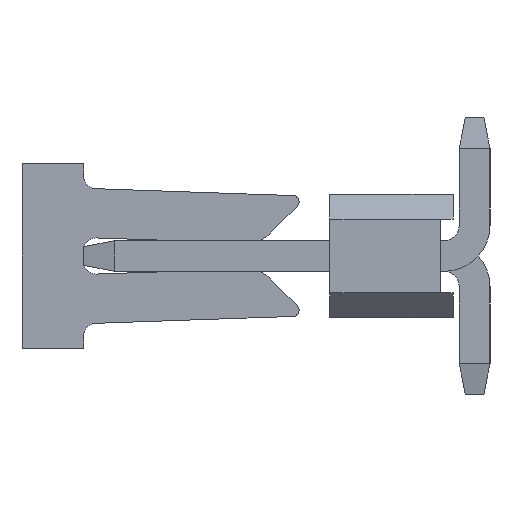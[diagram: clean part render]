
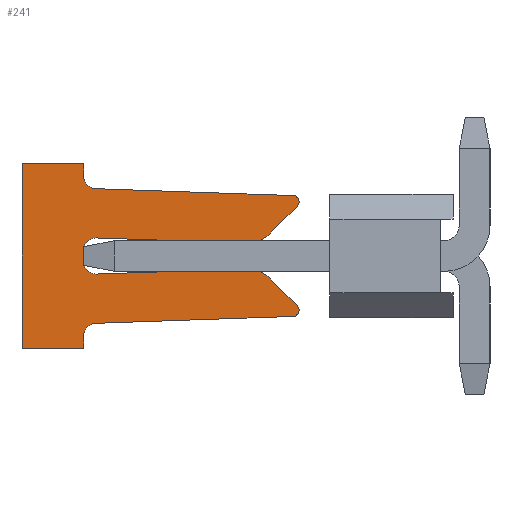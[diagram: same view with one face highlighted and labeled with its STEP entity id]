
A CAD part, left-side view. The second image highlights one B-rep face of the part: STEP entity #241.
In plain terms, the highlighted planar face has unit normal (-1, 0, 0).
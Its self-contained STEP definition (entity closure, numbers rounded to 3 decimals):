
#46=CARTESIAN_POINT('',(5.75,6.,0.));
#47=DIRECTION('',(0.,0.,-1.));
#48=DIRECTION('',(-1.,-0.,-0.));
#49=AXIS2_PLACEMENT_3D('',#46,#48,#47);
#50=PLANE('',#49);
#51=CARTESIAN_POINT('',(5.75,2.597,-0.981));
#52=VERTEX_POINT('',#51);
#53=CARTESIAN_POINT('',(5.75,2.529,-0.81));
#54=VERTEX_POINT('',#53);
#55=CARTESIAN_POINT('',(5.75,2.6,-0.881));
#56=DIRECTION('',(0.,-0.035,-0.999));
#57=DIRECTION('',(-1.,0.,0.));
#58=AXIS2_PLACEMENT_3D('',#55,#57,#56);
#59=CIRCLE('',#58,0.1);
#60=EDGE_CURVE('',#52,#54,#59,.T.);
#61=ORIENTED_EDGE('',*,*,#60,.T.);
#62=CARTESIAN_POINT('',(5.75,2.983,-0.356));
#63=VERTEX_POINT('',#62);
#64=CARTESIAN_POINT('',(5.75,2.529,-0.81));
#65=DIRECTION('',(0.,0.707,0.707));
#66=VECTOR('',#65,0.642);
#67=LINE('',#64,#66);
#68=EDGE_CURVE('',#54,#63,#67,.T.);
#69=ORIENTED_EDGE('',*,*,#68,.T.);
#70=CARTESIAN_POINT('',(5.75,3.337,-0.21));
#71=VERTEX_POINT('',#70);
#72=CARTESIAN_POINT('',(5.75,3.337,-0.71));
#73=DIRECTION('',(0.,-0.707,0.707));
#74=DIRECTION('',(-1.,0.,0.));
#75=AXIS2_PLACEMENT_3D('',#72,#74,#73);
#76=CIRCLE('',#75,0.5);
#77=EDGE_CURVE('',#63,#71,#76,.T.);
#78=ORIENTED_EDGE('',*,*,#77,.T.);
#79=CARTESIAN_POINT('',(5.75,3.354,-0.21));
#80=VERTEX_POINT('',#79);
#81=CARTESIAN_POINT('',(5.75,3.337,-0.71));
#82=DIRECTION('',(0.,0.,1.));
#83=DIRECTION('',(-1.,0.,0.));
#84=AXIS2_PLACEMENT_3D('',#81,#83,#82);
#85=CIRCLE('',#84,0.5);
#86=TRIMMED_CURVE('',#85,(PARAMETER_VALUE(0.)),(PARAMETER_VALUE(0.034)),.T.,.PARAMETER.);
#87=EDGE_CURVE('',#71,#80,#86,.T.);
#88=ORIENTED_EDGE('',*,*,#87,.T.);
#89=CARTESIAN_POINT('',(5.75,5.793,-0.293));
#90=VERTEX_POINT('',#89);
#91=CARTESIAN_POINT('',(5.75,3.354,-0.21));
#92=DIRECTION('',(0.,0.999,-0.034));
#93=VECTOR('',#92,2.441);
#94=LINE('',#91,#93);
#95=EDGE_CURVE('',#80,#90,#94,.T.);
#96=ORIENTED_EDGE('',*,*,#95,.T.);
#97=CARTESIAN_POINT('',(5.75,6.,-0.093));
#98=VERTEX_POINT('',#97);
#99=CARTESIAN_POINT('',(5.75,5.8,-0.093));
#100=DIRECTION('',(0.,-0.034,-0.999));
#101=DIRECTION('',(1.,0.,0.));
#102=AXIS2_PLACEMENT_3D('',#99,#101,#100);
#103=CIRCLE('',#102,0.2);
#104=EDGE_CURVE('',#90,#98,#103,.T.);
#105=ORIENTED_EDGE('',*,*,#104,.T.);
#106=CARTESIAN_POINT('',(5.75,6.,0.093));
#107=VERTEX_POINT('',#106);
#108=CARTESIAN_POINT('',(5.75,6.,-0.093));
#109=DIRECTION('',(0.,0.,1.));
#110=VECTOR('',#109,0.186);
#111=LINE('',#108,#110);
#112=EDGE_CURVE('',#98,#107,#111,.T.);
#113=ORIENTED_EDGE('',*,*,#112,.T.);
#114=CARTESIAN_POINT('',(5.75,5.793,0.293));
#115=VERTEX_POINT('',#114);
#116=CARTESIAN_POINT('',(5.75,5.8,0.093));
#117=DIRECTION('',(0.,1.,0.));
#118=DIRECTION('',(1.,0.,0.));
#119=AXIS2_PLACEMENT_3D('',#116,#118,#117);
#120=CIRCLE('',#119,0.2);
#121=EDGE_CURVE('',#107,#115,#120,.T.);
#122=ORIENTED_EDGE('',*,*,#121,.T.);
#123=CARTESIAN_POINT('',(5.75,3.354,0.21));
#124=VERTEX_POINT('',#123);
#125=CARTESIAN_POINT('',(5.75,5.793,0.293));
#126=DIRECTION('',(0.,-0.999,-0.034));
#127=VECTOR('',#126,2.441);
#128=LINE('',#125,#127);
#129=EDGE_CURVE('',#115,#124,#128,.T.);
#130=ORIENTED_EDGE('',*,*,#129,.T.);
#131=CARTESIAN_POINT('',(5.75,3.337,0.21));
#132=VERTEX_POINT('',#131);
#133=CARTESIAN_POINT('',(5.75,3.337,0.71));
#134=DIRECTION('',(0.,0.034,-0.999));
#135=DIRECTION('',(-1.,0.,0.));
#136=AXIS2_PLACEMENT_3D('',#133,#135,#134);
#137=CIRCLE('',#136,0.5);
#138=TRIMMED_CURVE('',#137,(PARAMETER_VALUE(0.)),(PARAMETER_VALUE(0.034)),.T.,.PARAMETER.);
#139=EDGE_CURVE('',#124,#132,#138,.T.);
#140=ORIENTED_EDGE('',*,*,#139,.T.);
#141=CARTESIAN_POINT('',(5.75,2.983,0.356));
#142=VERTEX_POINT('',#141);
#143=CARTESIAN_POINT('',(5.75,3.337,0.71));
#144=DIRECTION('',(0.,0.,-1.));
#145=DIRECTION('',(-1.,0.,0.));
#146=AXIS2_PLACEMENT_3D('',#143,#145,#144);
#147=CIRCLE('',#146,0.5);
#148=EDGE_CURVE('',#132,#142,#147,.T.);
#149=ORIENTED_EDGE('',*,*,#148,.T.);
#150=CARTESIAN_POINT('',(5.75,2.529,0.81));
#151=VERTEX_POINT('',#150);
#152=CARTESIAN_POINT('',(5.75,2.983,0.356));
#153=DIRECTION('',(0.,-0.707,0.707));
#154=VECTOR('',#153,0.642);
#155=LINE('',#152,#154);
#156=EDGE_CURVE('',#142,#151,#155,.T.);
#157=ORIENTED_EDGE('',*,*,#156,.T.);
#158=CARTESIAN_POINT('',(5.75,2.597,0.981));
#159=VERTEX_POINT('',#158);
#160=CARTESIAN_POINT('',(5.75,2.6,0.881));
#161=DIRECTION('',(0.,-0.707,-0.707));
#162=DIRECTION('',(-1.,0.,0.));
#163=AXIS2_PLACEMENT_3D('',#160,#162,#161);
#164=CIRCLE('',#163,0.1);
#165=EDGE_CURVE('',#151,#159,#164,.T.);
#166=ORIENTED_EDGE('',*,*,#165,.T.);
#167=CARTESIAN_POINT('',(5.75,5.807,1.093));
#168=VERTEX_POINT('',#167);
#169=CARTESIAN_POINT('',(5.75,2.597,0.981));
#170=DIRECTION('',(0.,0.999,0.035));
#171=VECTOR('',#170,3.212);
#172=LINE('',#169,#171);
#173=EDGE_CURVE('',#159,#168,#172,.T.);
#174=ORIENTED_EDGE('',*,*,#173,.T.);
#175=CARTESIAN_POINT('',(5.75,6.,1.293));
#176=VERTEX_POINT('',#175);
#177=CARTESIAN_POINT('',(5.75,5.8,1.293));
#178=DIRECTION('',(0.,0.035,-0.999));
#179=DIRECTION('',(1.,0.,0.));
#180=AXIS2_PLACEMENT_3D('',#177,#179,#178);
#181=CIRCLE('',#180,0.2);
#182=EDGE_CURVE('',#168,#176,#181,.T.);
#183=ORIENTED_EDGE('',*,*,#182,.T.);
#184=CARTESIAN_POINT('',(5.75,6.,1.5));
#185=VERTEX_POINT('',#184);
#186=CARTESIAN_POINT('',(5.75,6.,1.293));
#187=DIRECTION('',(0.,0.,1.));
#188=VECTOR('',#187,0.207);
#189=LINE('',#186,#188);
#190=EDGE_CURVE('',#176,#185,#189,.T.);
#191=ORIENTED_EDGE('',*,*,#190,.T.);
#192=CARTESIAN_POINT('',(5.75,7.,1.5));
#193=VERTEX_POINT('',#192);
#194=CARTESIAN_POINT('',(5.75,6.,1.5));
#195=DIRECTION('',(0.,1.,0.));
#196=VECTOR('',#195,1.);
#197=LINE('',#194,#196);
#198=EDGE_CURVE('',#185,#193,#197,.T.);
#199=ORIENTED_EDGE('',*,*,#198,.T.);
#200=CARTESIAN_POINT('',(5.75,7.,-1.5));
#201=VERTEX_POINT('',#200);
#202=CARTESIAN_POINT('',(5.75,7.,1.5));
#203=DIRECTION('',(0.,0.,-1.));
#204=VECTOR('',#203,3.);
#205=LINE('',#202,#204);
#206=EDGE_CURVE('',#193,#201,#205,.T.);
#207=ORIENTED_EDGE('',*,*,#206,.T.);
#208=CARTESIAN_POINT('',(5.75,6.,-1.5));
#209=VERTEX_POINT('',#208);
#210=CARTESIAN_POINT('',(5.75,7.,-1.5));
#211=DIRECTION('',(0.,-1.,0.));
#212=VECTOR('',#211,1.);
#213=LINE('',#210,#212);
#214=EDGE_CURVE('',#201,#209,#213,.T.);
#215=ORIENTED_EDGE('',*,*,#214,.T.);
#216=CARTESIAN_POINT('',(5.75,6.,-1.293));
#217=VERTEX_POINT('',#216);
#218=CARTESIAN_POINT('',(5.75,6.,-1.5));
#219=DIRECTION('',(0.,0.,1.));
#220=VECTOR('',#219,0.207);
#221=LINE('',#218,#220);
#222=EDGE_CURVE('',#209,#217,#221,.T.);
#223=ORIENTED_EDGE('',*,*,#222,.T.);
#224=CARTESIAN_POINT('',(5.75,5.807,-1.093));
#225=VERTEX_POINT('',#224);
#226=CARTESIAN_POINT('',(5.75,5.8,-1.293));
#227=DIRECTION('',(0.,1.,0.));
#228=DIRECTION('',(1.,0.,0.));
#229=AXIS2_PLACEMENT_3D('',#226,#228,#227);
#230=CIRCLE('',#229,0.2);
#231=EDGE_CURVE('',#217,#225,#230,.T.);
#232=ORIENTED_EDGE('',*,*,#231,.T.);
#233=CARTESIAN_POINT('',(5.75,5.807,-1.093));
#234=DIRECTION('',(0.,-0.999,0.035));
#235=VECTOR('',#234,3.212);
#236=LINE('',#233,#235);
#237=EDGE_CURVE('',#225,#52,#236,.T.);
#238=ORIENTED_EDGE('',*,*,#237,.T.);
#239=EDGE_LOOP('',(#61,#69,#78,#88,#96,#105,#113,#122,#130,#140,#149,#157,#166,#174,#183,#191,#199,#207,#215,#223,#232,#238));
#240=FACE_OUTER_BOUND('',#239,.T.);
#241=ADVANCED_FACE('',(#240),#50,.T.);
